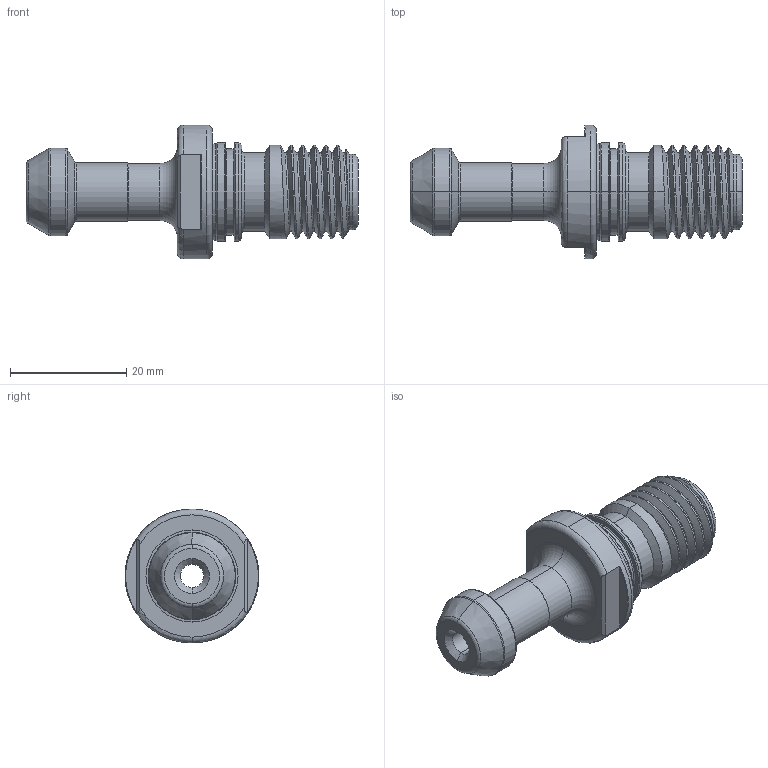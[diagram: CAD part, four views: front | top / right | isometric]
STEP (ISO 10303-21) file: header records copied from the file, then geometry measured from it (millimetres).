
FILE_DESCRIPTION (( 'STEP AP203' ), '1' );
FILE_NAME ('405.20.60.21.STEP', '2020-04-03T00:43:20', ( 'User' ), ( 'China' ), 'SwSTEP 2.0', 'SolidWorks 2016', '' );
FILE_SCHEMA (( 'CONFIG_CONTROL_DESIGN' ));
Length unit declared in the file: millimetre
Products named in the file (1): 405.20.60.21
Bounding box: 57 x 23 x 23 mm (x, y, z)
Volume: 8552.9 mm3; surface area: 4491.3 mm2
Topology: 1 solids, 1 shells, 103 faces, 231 edges, 136 vertices
Faces by surface type: cylinder 34, torus 31, cone 20, plane 15, bspline 3
Entity records: 4815 total; most frequent: CARTESIAN_POINT 2480, DIRECTION 510, ORIENTED_EDGE 462, EDGE_CURVE 231, AXIS2_PLACEMENT_3D 223, VERTEX_POINT 136, CIRCLE 122, EDGE_LOOP 111
